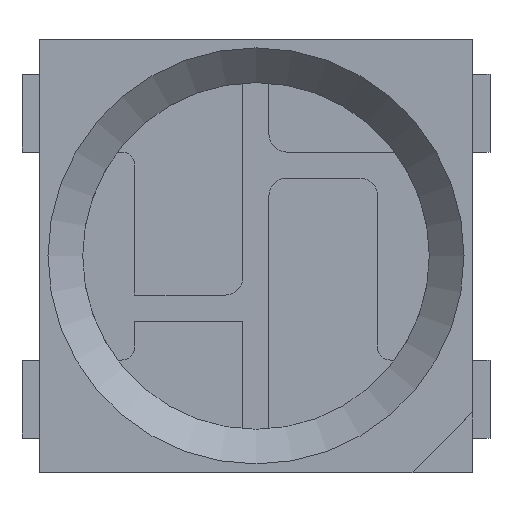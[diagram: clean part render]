
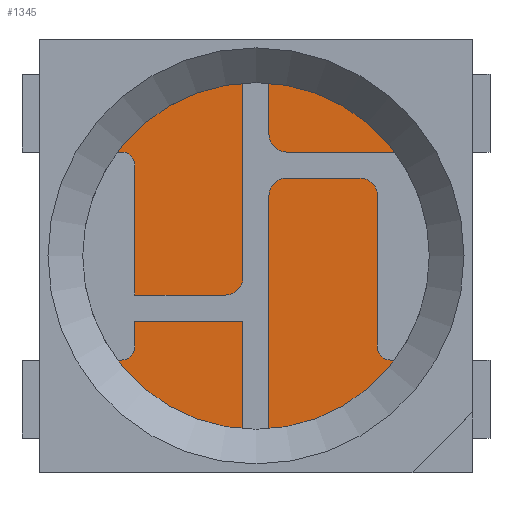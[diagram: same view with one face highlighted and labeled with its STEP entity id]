
A CAD part, top view. The second image highlights one B-rep face of the part: STEP entity #1345.
In plain terms, the highlighted planar face has unit normal (0, 0, 1).
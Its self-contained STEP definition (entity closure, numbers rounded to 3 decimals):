
#40=CIRCLE('',#1439,2.);
#74=FACE_OUTER_BOUND('',#153,.T.);
#153=EDGE_LOOP('',(#925));
#569=VERTEX_POINT('',#1941);
#702=EDGE_CURVE('',#569,#569,#40,.T.);
#925=ORIENTED_EDGE('',*,*,#702,.T.);
#1278=PLANE('',#1445);
#1345=ADVANCED_FACE('',(#74),#1278,.T.);
#1439=AXIS2_PLACEMENT_3D('',#1943,#1563,#1564);
#1445=AXIS2_PLACEMENT_3D('',#1986,#1594,#1595);
#1563=DIRECTION('center_axis',(0.,0.,1.));
#1564=DIRECTION('ref_axis',(-1.,0.,0.));
#1594=DIRECTION('center_axis',(0.,0.,1.));
#1595=DIRECTION('ref_axis',(1.,0.,0.));
#1941=CARTESIAN_POINT('',(2.,0.,0.5));
#1943=CARTESIAN_POINT('Origin',(0.,0.,0.5));
#1986=CARTESIAN_POINT('Origin',(0.,0.,0.5));
